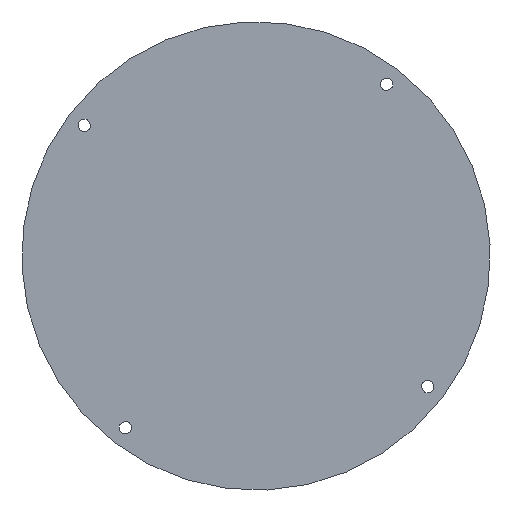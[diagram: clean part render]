
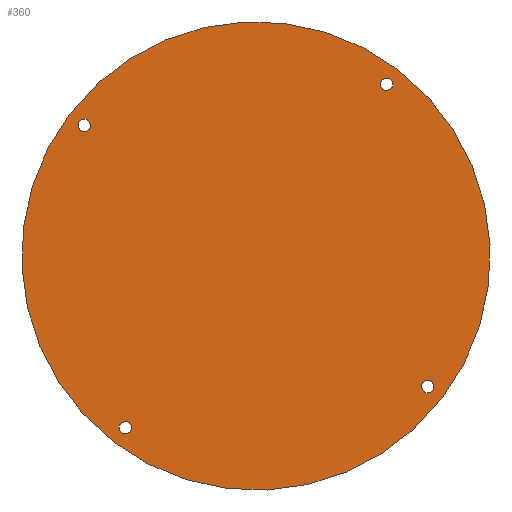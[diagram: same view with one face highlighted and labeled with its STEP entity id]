
A CAD part, front view. The second image highlights one B-rep face of the part: STEP entity #360.
In plain terms, the highlighted planar face has unit normal (0, -1, 0).
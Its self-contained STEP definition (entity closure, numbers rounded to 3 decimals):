
#6 = AXIS2_PLACEMENT_3D ( 'NONE', #337, #411, #54 ) ;
#7 = AXIS2_PLACEMENT_3D ( 'NONE', #513, #264, #72 ) ;
#19 = CARTESIAN_POINT ( 'NONE',  ( 64.788, 143.397, 385.959 ) ) ;
#25 = EDGE_CURVE ( 'NONE', #395, #241, #195, .T. ) ;
#29 = CARTESIAN_POINT ( 'NONE',  ( 127.088, 143.397, 393.56 ) ) ;
#30 = EDGE_LOOP ( 'NONE', ( #120, #430 ) ) ;
#38 = VERTEX_POINT ( 'NONE', #216 ) ;
#54 = DIRECTION ( 'NONE',  ( 0.796, 0., -0.605 ) ) ;
#56 = DIRECTION ( 'NONE',  ( 0., 1., 0. ) ) ;
#57 = AXIS2_PLACEMENT_3D ( 'NONE', #413, #183, #343 ) ;
#59 = EDGE_CURVE ( 'NONE', #482, #38, #315, .T. ) ;
#64 = VERTEX_POINT ( 'NONE', #139 ) ;
#70 = CIRCLE ( 'NONE', #455, 1.25 ) ;
#72 = DIRECTION ( 'NONE',  ( -0.796, 0., 0.605 ) ) ;
#75 = EDGE_CURVE ( 'NONE', #387, #406, #348, .T. ) ;
#84 = FACE_BOUND ( 'NONE', #30, .T. ) ;
#103 = CARTESIAN_POINT ( 'NONE',  ( 137.436, 143.397, 330.743 ) ) ;
#111 = AXIS2_PLACEMENT_3D ( 'NONE', #175, #211, #372 ) ;
#112 = CARTESIAN_POINT ( 'NONE',  ( 134.45, 143.397, 333.012 ) ) ;
#115 = VERTEX_POINT ( 'NONE', #421 ) ;
#120 = ORIENTED_EDGE ( 'NONE', *, *, #489, .F. ) ;
#123 = CIRCLE ( 'NONE', #391, 1.25 ) ;
#135 = EDGE_CURVE ( 'NONE', #241, #395, #299, .T. ) ;
#139 = CARTESIAN_POINT ( 'NONE',  ( 125.097, 143.397, 395.073 ) ) ;
#158 = DIRECTION ( 'NONE',  ( 0., -1., 0. ) ) ;
#171 = AXIS2_PLACEMENT_3D ( 'NONE', #514, #394, #358 ) ;
#175 = CARTESIAN_POINT ( 'NONE',  ( 64.788, 143.397, 385.959 ) ) ;
#180 = CIRCLE ( 'NONE', #6, 1.25 ) ;
#183 = DIRECTION ( 'NONE',  ( 0., -1., 0. ) ) ;
#192 = DIRECTION ( 'NONE',  ( 0., -1., 0. ) ) ;
#195 = CIRCLE ( 'NONE', #111, 1.25 ) ;
#199 = AXIS2_PLACEMENT_3D ( 'NONE', #336, #56, #291 ) ;
#211 = DIRECTION ( 'NONE',  ( 0., -1., 0. ) ) ;
#216 = CARTESIAN_POINT ( 'NONE',  ( 74.141, 143.397, 323.898 ) ) ;
#217 = DIRECTION ( 'NONE',  ( 0.796, 0., -0.605 ) ) ;
#220 = CIRCLE ( 'NONE', #171, 1.25 ) ;
#228 = ORIENTED_EDGE ( 'NONE', *, *, #427, .F. ) ;
#230 = CARTESIAN_POINT ( 'NONE',  ( 72.15, 143.397, 325.41 ) ) ;
#241 = VERTEX_POINT ( 'NONE', #471 ) ;
#242 = FACE_BOUND ( 'NONE', #476, .T. ) ;
#247 = CIRCLE ( 'NONE', #283, 1.25 ) ;
#252 = ORIENTED_EDGE ( 'NONE', *, *, #423, .F. ) ;
#258 = DIRECTION ( 'NONE',  ( 0., -1., 0. ) ) ;
#264 = DIRECTION ( 'NONE',  ( 0., 1., 0. ) ) ;
#267 = CARTESIAN_POINT ( 'NONE',  ( 61.802, 143.397, 388.228 ) ) ;
#268 = PLANE ( 'NONE',  #344 ) ;
#273 = ORIENTED_EDGE ( 'NONE', *, *, #75, .F. ) ;
#283 = AXIS2_PLACEMENT_3D ( 'NONE', #308, #388, #472 ) ;
#291 = DIRECTION ( 'NONE',  ( -0.796, 0., 0.605 ) ) ;
#299 = CIRCLE ( 'NONE', #454, 1.25 ) ;
#303 = EDGE_CURVE ( 'NONE', #115, #354, #180, .T. ) ;
#308 = CARTESIAN_POINT ( 'NONE',  ( 126.092, 143.397, 394.316 ) ) ;
#313 = EDGE_LOOP ( 'NONE', ( #252, #484 ) ) ;
#315 = CIRCLE ( 'NONE', #57, 1.25 ) ;
#316 = CARTESIAN_POINT ( 'NONE',  ( 99.619, 143.397, 359.485 ) ) ;
#322 = EDGE_LOOP ( 'NONE', ( #273, #228 ) ) ;
#329 = EDGE_LOOP ( 'NONE', ( #363, #435 ) ) ;
#330 = FACE_BOUND ( 'NONE', #329, .T. ) ;
#334 = CARTESIAN_POINT ( 'NONE',  ( 135.445, 143.397, 332.255 ) ) ;
#336 = CARTESIAN_POINT ( 'NONE',  ( 99.619, 143.397, 359.485 ) ) ;
#337 = CARTESIAN_POINT ( 'NONE',  ( 134.45, 143.397, 333.012 ) ) ;
#343 = DIRECTION ( 'NONE',  ( 0.796, 0., -0.605 ) ) ;
#344 = AXIS2_PLACEMENT_3D ( 'NONE', #316, #479, #522 ) ;
#345 = EDGE_CURVE ( 'NONE', #506, #64, #220, .T. ) ;
#348 = CIRCLE ( 'NONE', #199, 47.5 ) ;
#351 = DIRECTION ( 'NONE',  ( 0.796, 0., -0.605 ) ) ;
#354 = VERTEX_POINT ( 'NONE', #334 ) ;
#358 = DIRECTION ( 'NONE',  ( 0.796, 0., -0.605 ) ) ;
#359 = ORIENTED_EDGE ( 'NONE', *, *, #135, .F. ) ;
#360 = ADVANCED_FACE ( 'NONE', ( #330, #495, #84, #242, #398 ), #268, .F. ) ;
#363 = ORIENTED_EDGE ( 'NONE', *, *, #345, .F. ) ;
#371 = CIRCLE ( 'NONE', #7, 47.5 ) ;
#372 = DIRECTION ( 'NONE',  ( 0.796, 0., -0.605 ) ) ;
#387 = VERTEX_POINT ( 'NONE', #103 ) ;
#388 = DIRECTION ( 'NONE',  ( 0., -1., 0. ) ) ;
#391 = AXIS2_PLACEMENT_3D ( 'NONE', #112, #158, #351 ) ;
#394 = DIRECTION ( 'NONE',  ( 0., -1., 0. ) ) ;
#395 = VERTEX_POINT ( 'NONE', #436 ) ;
#398 = FACE_OUTER_BOUND ( 'NONE', #322, .T. ) ;
#405 = ORIENTED_EDGE ( 'NONE', *, *, #25, .F. ) ;
#406 = VERTEX_POINT ( 'NONE', #267 ) ;
#411 = DIRECTION ( 'NONE',  ( 0., -1., 0. ) ) ;
#413 = CARTESIAN_POINT ( 'NONE',  ( 73.145, 143.397, 324.654 ) ) ;
#421 = CARTESIAN_POINT ( 'NONE',  ( 133.455, 143.397, 333.768 ) ) ;
#423 = EDGE_CURVE ( 'NONE', #354, #115, #123, .T. ) ;
#427 = EDGE_CURVE ( 'NONE', #406, #387, #371, .T. ) ;
#428 = DIRECTION ( 'NONE',  ( 0.796, 0., -0.605 ) ) ;
#430 = ORIENTED_EDGE ( 'NONE', *, *, #59, .F. ) ;
#434 = CARTESIAN_POINT ( 'NONE',  ( 73.145, 143.397, 324.654 ) ) ;
#435 = ORIENTED_EDGE ( 'NONE', *, *, #449, .F. ) ;
#436 = CARTESIAN_POINT ( 'NONE',  ( 65.783, 143.397, 385.202 ) ) ;
#449 = EDGE_CURVE ( 'NONE', #64, #506, #247, .T. ) ;
#454 = AXIS2_PLACEMENT_3D ( 'NONE', #19, #258, #217 ) ;
#455 = AXIS2_PLACEMENT_3D ( 'NONE', #434, #192, #428 ) ;
#471 = CARTESIAN_POINT ( 'NONE',  ( 63.792, 143.397, 386.715 ) ) ;
#472 = DIRECTION ( 'NONE',  ( 0.796, 0., -0.605 ) ) ;
#476 = EDGE_LOOP ( 'NONE', ( #405, #359 ) ) ;
#479 = DIRECTION ( 'NONE',  ( 0., 1., 0. ) ) ;
#482 = VERTEX_POINT ( 'NONE', #230 ) ;
#484 = ORIENTED_EDGE ( 'NONE', *, *, #303, .F. ) ;
#489 = EDGE_CURVE ( 'NONE', #38, #482, #70, .T. ) ;
#495 = FACE_BOUND ( 'NONE', #313, .T. ) ;
#506 = VERTEX_POINT ( 'NONE', #29 ) ;
#513 = CARTESIAN_POINT ( 'NONE',  ( 99.619, 143.397, 359.485 ) ) ;
#514 = CARTESIAN_POINT ( 'NONE',  ( 126.092, 143.397, 394.316 ) ) ;
#522 = DIRECTION ( 'NONE',  ( -0.796, 0., 0.605 ) ) ;
